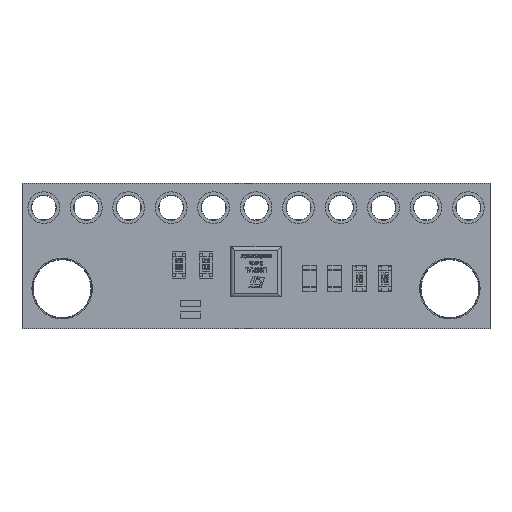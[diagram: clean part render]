
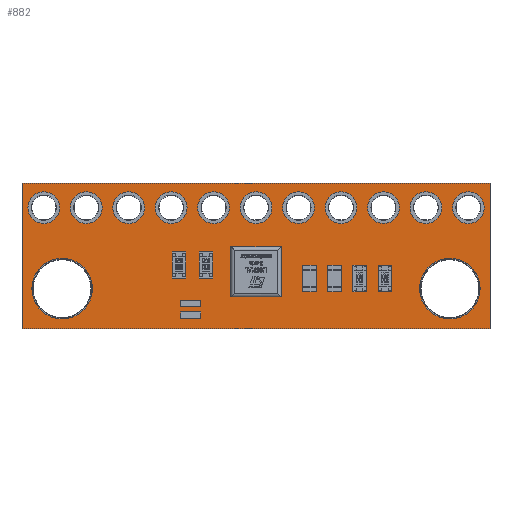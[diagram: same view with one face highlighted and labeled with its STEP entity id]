
A CAD part, top view. The second image highlights one B-rep face of the part: STEP entity #882.
In plain terms, the highlighted planar face has unit normal (0, 0, 1).
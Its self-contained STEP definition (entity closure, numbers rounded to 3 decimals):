
#285=VERTEX_POINT('',#286);
#286=CARTESIAN_POINT('',(0.0,0.0,0.0));
#292=EDGE_CURVE('',#285,#293,#295,.T.);
#293=VERTEX_POINT('',#294);
#294=CARTESIAN_POINT('',(0.0,8.7,0.0));
#295=LINE('',#296,#297);
#296=CARTESIAN_POINT('',(0.0,0.0,0.0));
#297=VECTOR('',#298,1.0);
#298=DIRECTION('',(0.0,1.0,0.0));
#323=EDGE_CURVE('',#293,#324,#326,.T.);
#324=VERTEX_POINT('',#325);
#325=CARTESIAN_POINT('',(28.0,8.7,0.0));
#326=LINE('',#327,#328);
#327=CARTESIAN_POINT('',(0.0,8.7,0.0));
#328=VECTOR('',#329,1.0);
#329=DIRECTION('',(1.0,0.0,0.0));
#354=EDGE_CURVE('',#324,#355,#357,.T.);
#355=VERTEX_POINT('',#356);
#356=CARTESIAN_POINT('',(28.0,0.0,0.0));
#357=LINE('',#358,#359);
#358=CARTESIAN_POINT('',(28.0,8.7,0.0));
#359=VECTOR('',#360,1.0);
#360=DIRECTION('',(0.0,-1.0,0.0));
#385=EDGE_CURVE('',#355,#285,#386,.T.);
#386=LINE('',#387,#388);
#387=CARTESIAN_POINT('',(28.0,0.0,0.0));
#388=VECTOR('',#389,1.0);
#389=DIRECTION('',(-1.0,0.0,0.0));
#407=VERTEX_POINT('',#408);
#408=CARTESIAN_POINT('',(2.055,7.239,0.0));
#416=EDGE_CURVE('',#407,#407,#417,.T.);
#417=CIRCLE('',#418,0.75);
#418=AXIS2_PLACEMENT_3D('',#419,#420,#421);
#419=CARTESIAN_POINT('',(1.305,7.239,0.0));
#420=DIRECTION('',(0.0,0.0,1.0));
#421=DIRECTION('',(1.0,0.0,0.0));
#440=VERTEX_POINT('',#441);
#441=CARTESIAN_POINT('',(4.15,2.4,0.0));
#449=EDGE_CURVE('',#440,#440,#450,.T.);
#450=CIRCLE('',#451,1.75);
#451=AXIS2_PLACEMENT_3D('',#452,#453,#454);
#452=CARTESIAN_POINT('',(2.4,2.4,0.0));
#453=DIRECTION('',(0.0,0.0,1.0));
#454=DIRECTION('',(1.0,0.0,0.0));
#473=VERTEX_POINT('',#474);
#474=CARTESIAN_POINT('',(4.595,7.239,0.0));
#482=EDGE_CURVE('',#473,#473,#483,.T.);
#483=CIRCLE('',#484,0.75);
#484=AXIS2_PLACEMENT_3D('',#485,#486,#487);
#485=CARTESIAN_POINT('',(3.845,7.239,0.0));
#486=DIRECTION('',(0.0,0.0,1.0));
#487=DIRECTION('',(1.0,0.0,0.0));
#506=VERTEX_POINT('',#507);
#507=CARTESIAN_POINT('',(7.135,7.239,0.0));
#515=EDGE_CURVE('',#506,#506,#516,.T.);
#516=CIRCLE('',#517,0.75);
#517=AXIS2_PLACEMENT_3D('',#518,#519,#520);
#518=CARTESIAN_POINT('',(6.385,7.239,0.0));
#519=DIRECTION('',(0.0,0.0,1.0));
#520=DIRECTION('',(1.0,0.0,0.0));
#539=VERTEX_POINT('',#540);
#540=CARTESIAN_POINT('',(12.215,7.239,0.0));
#548=EDGE_CURVE('',#539,#539,#549,.T.);
#549=CIRCLE('',#550,0.75);
#550=AXIS2_PLACEMENT_3D('',#551,#552,#553);
#551=CARTESIAN_POINT('',(11.465,7.239,0.0));
#552=DIRECTION('',(0.0,0.0,1.0));
#553=DIRECTION('',(1.0,0.0,0.0));
#572=VERTEX_POINT('',#573);
#573=CARTESIAN_POINT('',(9.675,7.239,0.0));
#581=EDGE_CURVE('',#572,#572,#582,.T.);
#582=CIRCLE('',#583,0.75);
#583=AXIS2_PLACEMENT_3D('',#584,#585,#586);
#584=CARTESIAN_POINT('',(8.925,7.239,0.0));
#585=DIRECTION('',(0.0,0.0,1.0));
#586=DIRECTION('',(1.0,0.0,0.0));
#605=VERTEX_POINT('',#606);
#606=CARTESIAN_POINT('',(17.295,7.239,0.0));
#614=EDGE_CURVE('',#605,#605,#615,.T.);
#615=CIRCLE('',#616,0.75);
#616=AXIS2_PLACEMENT_3D('',#617,#618,#619);
#617=CARTESIAN_POINT('',(16.545,7.239,0.0));
#618=DIRECTION('',(0.0,0.0,1.0));
#619=DIRECTION('',(1.0,0.0,0.0));
#638=VERTEX_POINT('',#639);
#639=CARTESIAN_POINT('',(27.35,2.4,0.0));
#647=EDGE_CURVE('',#638,#638,#648,.T.);
#648=CIRCLE('',#649,1.75);
#649=AXIS2_PLACEMENT_3D('',#650,#651,#652);
#650=CARTESIAN_POINT('',(25.6,2.4,0.0));
#651=DIRECTION('',(0.0,0.0,1.0));
#652=DIRECTION('',(1.0,0.0,0.0));
#671=VERTEX_POINT('',#672);
#672=CARTESIAN_POINT('',(19.835,7.239,0.0));
#680=EDGE_CURVE('',#671,#671,#681,.T.);
#681=CIRCLE('',#682,0.75);
#682=AXIS2_PLACEMENT_3D('',#683,#684,#685);
#683=CARTESIAN_POINT('',(19.085,7.239,0.0));
#684=DIRECTION('',(0.0,0.0,1.0));
#685=DIRECTION('',(1.0,0.0,0.0));
#704=VERTEX_POINT('',#705);
#705=CARTESIAN_POINT('',(22.375,7.239,0.0));
#713=EDGE_CURVE('',#704,#704,#714,.T.);
#714=CIRCLE('',#715,0.75);
#715=AXIS2_PLACEMENT_3D('',#716,#717,#718);
#716=CARTESIAN_POINT('',(21.625,7.239,0.0));
#717=DIRECTION('',(0.0,0.0,1.0));
#718=DIRECTION('',(1.0,0.0,0.0));
#737=VERTEX_POINT('',#738);
#738=CARTESIAN_POINT('',(14.755,7.239,0.0));
#746=EDGE_CURVE('',#737,#737,#747,.T.);
#747=CIRCLE('',#748,0.75);
#748=AXIS2_PLACEMENT_3D('',#749,#750,#751);
#749=CARTESIAN_POINT('',(14.005,7.239,0.0));
#750=DIRECTION('',(0.0,0.0,1.0));
#751=DIRECTION('',(1.0,0.0,0.0));
#770=VERTEX_POINT('',#771);
#771=CARTESIAN_POINT('',(27.455,7.239,0.0));
#779=EDGE_CURVE('',#770,#770,#780,.T.);
#780=CIRCLE('',#781,0.75);
#781=AXIS2_PLACEMENT_3D('',#782,#783,#784);
#782=CARTESIAN_POINT('',(26.705,7.239,0.0));
#783=DIRECTION('',(0.0,0.0,1.0));
#784=DIRECTION('',(1.0,0.0,0.0));
#803=VERTEX_POINT('',#804);
#804=CARTESIAN_POINT('',(24.915,7.239,0.0));
#812=EDGE_CURVE('',#803,#803,#813,.T.);
#813=CIRCLE('',#814,0.75);
#814=AXIS2_PLACEMENT_3D('',#815,#816,#817);
#815=CARTESIAN_POINT('',(24.165,7.239,0.0));
#816=DIRECTION('',(0.0,0.0,1.0));
#817=DIRECTION('',(1.0,0.0,0.0));
#882=ADVANCED_FACE('',(#883,#889,#892,#895,#898,#901,#904,#907,#910,#913,#916,#919,#922,#925),#928,.T.);
#883=FACE_BOUND('',#884,.T.);
#884=EDGE_LOOP('',(#885,#886,#887,#888));
#885=ORIENTED_EDGE('',*,*,#385,.F.);
#886=ORIENTED_EDGE('',*,*,#354,.F.);
#887=ORIENTED_EDGE('',*,*,#323,.F.);
#888=ORIENTED_EDGE('',*,*,#292,.F.);
#889=FACE_BOUND('',#890,.T.);
#890=EDGE_LOOP('',(#891));
#891=ORIENTED_EDGE('',*,*,#416,.F.);
#892=FACE_BOUND('',#893,.T.);
#893=EDGE_LOOP('',(#894));
#894=ORIENTED_EDGE('',*,*,#449,.F.);
#895=FACE_BOUND('',#896,.T.);
#896=EDGE_LOOP('',(#897));
#897=ORIENTED_EDGE('',*,*,#482,.F.);
#898=FACE_BOUND('',#899,.T.);
#899=EDGE_LOOP('',(#900));
#900=ORIENTED_EDGE('',*,*,#515,.F.);
#901=FACE_BOUND('',#902,.T.);
#902=EDGE_LOOP('',(#903));
#903=ORIENTED_EDGE('',*,*,#548,.F.);
#904=FACE_BOUND('',#905,.T.);
#905=EDGE_LOOP('',(#906));
#906=ORIENTED_EDGE('',*,*,#581,.F.);
#907=FACE_BOUND('',#908,.T.);
#908=EDGE_LOOP('',(#909));
#909=ORIENTED_EDGE('',*,*,#614,.F.);
#910=FACE_BOUND('',#911,.T.);
#911=EDGE_LOOP('',(#912));
#912=ORIENTED_EDGE('',*,*,#647,.F.);
#913=FACE_BOUND('',#914,.T.);
#914=EDGE_LOOP('',(#915));
#915=ORIENTED_EDGE('',*,*,#680,.F.);
#916=FACE_BOUND('',#917,.T.);
#917=EDGE_LOOP('',(#918));
#918=ORIENTED_EDGE('',*,*,#713,.F.);
#919=FACE_BOUND('',#920,.T.);
#920=EDGE_LOOP('',(#921));
#921=ORIENTED_EDGE('',*,*,#746,.F.);
#922=FACE_BOUND('',#923,.T.);
#923=EDGE_LOOP('',(#924));
#924=ORIENTED_EDGE('',*,*,#779,.F.);
#925=FACE_BOUND('',#926,.T.);
#926=EDGE_LOOP('',(#927));
#927=ORIENTED_EDGE('',*,*,#812,.F.);
#928=PLANE('',#929);
#929=AXIS2_PLACEMENT_3D('',#930,#931,#932);
#930=CARTESIAN_POINT('',(0.0,0.0,0.0));
#931=DIRECTION('',(0.0,0.0,1.0));
#932=DIRECTION('',(1.0,0.0,0.0));
